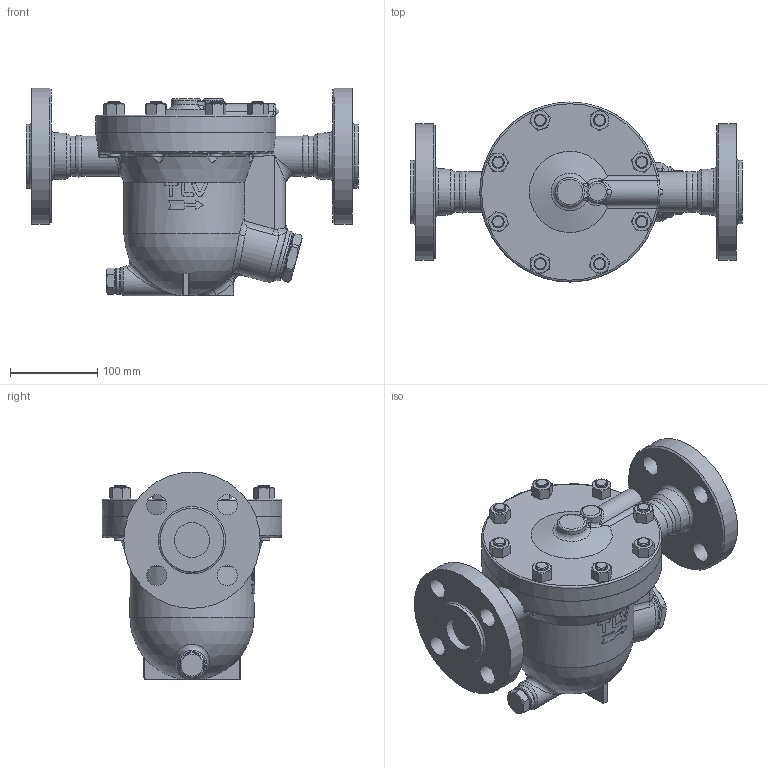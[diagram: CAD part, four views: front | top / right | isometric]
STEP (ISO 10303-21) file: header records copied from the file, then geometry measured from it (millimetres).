
FILE_DESCRIPTION((''),'2;1');
FILE_NAME('j7rlb-040-a0600-00.stp','2010-07-28T15:54:17',('nakaot'),(''),'Autodesk Inventor 2008','Autodesk Inventor 2008','');
FILE_SCHEMA(('AUTOMOTIVE_DESIGN { 1 0 10303 214 1 1 1 1 }'));
Length unit declared in the file: millimetre
Products named in the file (1): j7rlb-040-a0600-00
Bounding box: 380 x 206 x 238 mm (x, y, z)
Volume: 5318960.9 mm3; surface area: 346107.3 mm2
Topology: 1 solids, 1 shells, 422 faces, 1004 edges, 624 vertices
Faces by surface type: plane 142, cylinder 97, bspline 91, cone 79, torus 10, sphere 3
Full cylindrical faces by diameter (mm): 14 x24, 21 x1, 23 x4, 30 x1, 33 x1, 34 x1, 40 x1, 46 x3, 49.5 x1, 58 x1, 73 x1, 150 x1, 156 x1, 206 x2
Entity records: 19830 total; most frequent: CARTESIAN_POINT 11361, ORIENTED_EDGE 1770, DIRECTION 1565, EDGE_CURVE 885, AXIS2_PLACEMENT_3D 679, VERTEX_POINT 600, EDGE_LOOP 589, FACE_OUTER_BOUND 422
